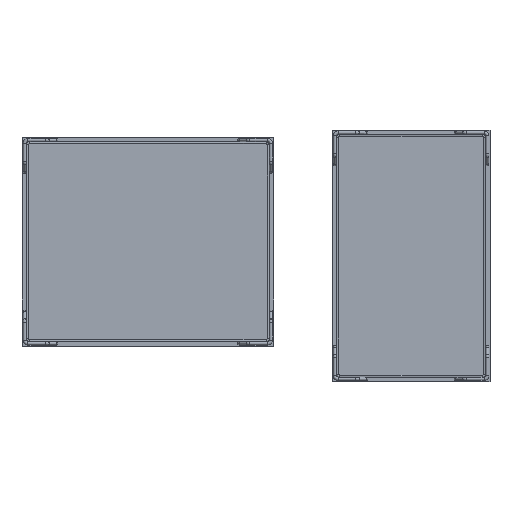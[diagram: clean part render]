
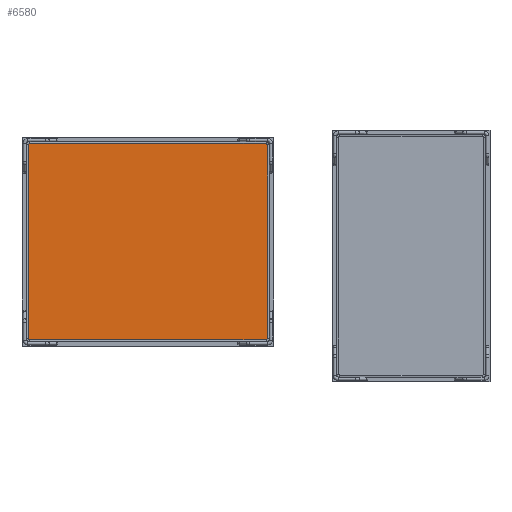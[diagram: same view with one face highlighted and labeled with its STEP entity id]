
A CAD part, top view. The second image highlights one B-rep face of the part: STEP entity #6580.
In plain terms, the highlighted planar face has unit normal (0, 0, 1).
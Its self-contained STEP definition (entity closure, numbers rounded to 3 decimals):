
#44=PLANE('',#7343);
#325=LINE('',#11457,#693);
#326=LINE('',#11459,#694);
#327=LINE('',#11461,#695);
#328=LINE('',#11462,#696);
#693=VECTOR('',#9198,10.);
#694=VECTOR('',#9199,10.);
#695=VECTOR('',#9200,10.);
#696=VECTOR('',#9201,10.);
#1160=FACE_OUTER_BOUND('',#1478,.T.);
#1478=EDGE_LOOP('',(#5405,#5406,#5407,#5408));
#2761=VERTEX_POINT('',#11455);
#2762=VERTEX_POINT('',#11456);
#2763=VERTEX_POINT('',#11458);
#2764=VERTEX_POINT('',#11460);
#3693=EDGE_CURVE('',#2761,#2762,#325,.T.);
#3694=EDGE_CURVE('',#2763,#2761,#326,.T.);
#3695=EDGE_CURVE('',#2764,#2763,#327,.T.);
#3696=EDGE_CURVE('',#2762,#2764,#328,.T.);
#5405=ORIENTED_EDGE('',*,*,#3693,.F.);
#5406=ORIENTED_EDGE('',*,*,#3694,.F.);
#5407=ORIENTED_EDGE('',*,*,#3695,.F.);
#5408=ORIENTED_EDGE('',*,*,#3696,.F.);
#6580=ADVANCED_FACE('',(#1160),#44,.F.);
#7343=AXIS2_PLACEMENT_3D('',#11454,#9196,#9197);
#9196=DIRECTION('center_axis',(0.,0.,
-1.));
#9197=DIRECTION('ref_axis',(0.,1.,0.));
#9198=DIRECTION('',(-1.,0.,0.));
#9199=DIRECTION('',(0.,-1.,0.));
#9200=DIRECTION('',(1.,0.,0.));
#9201=DIRECTION('',(0.,1.,0.));
#11454=CARTESIAN_POINT('Origin',(-708.934,264.95,387.95));
#11455=CARTESIAN_POINT('',(-481.934,77.95,387.95));
#11456=CARTESIAN_POINT('',(-935.934,77.95,387.95));
#11457=CARTESIAN_POINT('',(-935.934,77.95,387.95));
#11458=CARTESIAN_POINT('',(-481.934,451.95,387.95));
#11459=CARTESIAN_POINT('',(-481.934,77.95,387.95));
#11460=CARTESIAN_POINT('',(-935.934,451.95,387.95));
#11461=CARTESIAN_POINT('',(-481.934,451.95,387.95));
#11462=CARTESIAN_POINT('',(-935.934,451.95,387.95));
